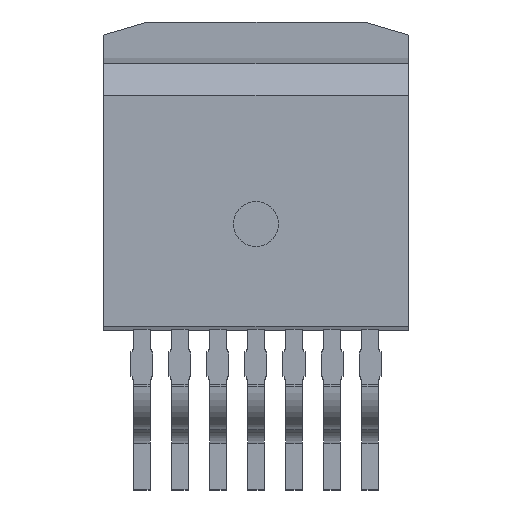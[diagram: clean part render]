
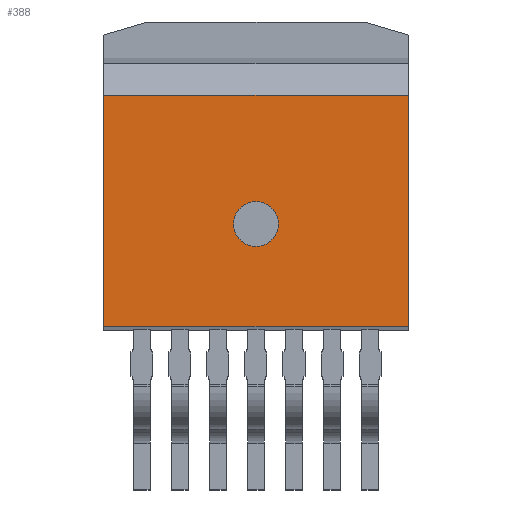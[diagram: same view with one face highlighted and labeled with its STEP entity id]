
A CAD part, top view. The second image highlights one B-rep face of the part: STEP entity #388.
In plain terms, the highlighted planar face has unit normal (0, 0, 1).
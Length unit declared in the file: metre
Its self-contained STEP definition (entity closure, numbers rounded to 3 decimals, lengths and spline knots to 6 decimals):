
#388=ADVANCED_FACE('0:57',(#742,#743),#744,.F.);
#742=FACE_OUTER_BOUND('',#1374,.T.);
#743=FACE_BOUND('',#1375,.T.);
#744=PLANE('',#1376);
#1374=EDGE_LOOP('',(#2553,#2554,#2555,#2556));
#1375=EDGE_LOOP('',(#2557,#2558));
#1376=AXIS2_PLACEMENT_3D('',#2559,#2560,#2561);
#2553=ORIENTED_EDGE('',*,*,#5075,.T.);
#2554=ORIENTED_EDGE('',*,*,#5076,.F.);
#2555=ORIENTED_EDGE('',*,*,#5077,.F.);
#2556=ORIENTED_EDGE('',*,*,#5073,.T.);
#2557=ORIENTED_EDGE('',*,*,#4961,.F.);
#2558=ORIENTED_EDGE('',*,*,#5064,.F.);
#2559=CARTESIAN_POINT('',(0.68927,0.39317,0.0044));
#2560=DIRECTION('',(0.,0.0,-1.0));
#2561=DIRECTION('',(-1.0,0.0,0.));
#4961=EDGE_CURVE('0:75',#5867,#5863,#5869,.T.);
#5064=EDGE_CURVE('0:75',#5863,#5867,#6048,.T.);
#5073=EDGE_CURVE('0:114',#6062,#6060,#6063,.T.);
#5075=EDGE_CURVE('0:120',#6060,#6065,#6066,.T.);
#5076=EDGE_CURVE('0:123',#6067,#6065,#6068,.T.);
#5077=EDGE_CURVE('0:126',#6062,#6067,#6069,.T.);
#5863=VERTEX_POINT('',#7364);
#5867=VERTEX_POINT('NONE',#7369);
#5869=CIRCLE('',#7372,0.00075);
#6048=CIRCLE('',#7645,0.00075);
#6060=VERTEX_POINT('NONE',#7663);
#6062=VERTEX_POINT('NONE',#7666);
#6063=LINE('',#7667,#7668);
#6065=VERTEX_POINT('NONE',#7671);
#6066=LINE('',#7672,#7673);
#6067=VERTEX_POINT('NONE',#7674);
#6068=LINE('',#7675,#7676);
#6069=LINE('',#7677,#7678);
#7364=CARTESIAN_POINT('',(0.68343,0.396575,0.0044));
#7369=CARTESIAN_POINT('',(0.68493,0.396575,0.0044));
#7372=AXIS2_PLACEMENT_3D('',#9646,#9647,#9648);
#7645=AXIS2_PLACEMENT_3D('',#9767,#9768,#9769);
#7663=CARTESIAN_POINT('',(0.67909,0.400881,0.0044));
#7666=CARTESIAN_POINT('',(0.68927,0.400881,0.0044));
#7667=CARTESIAN_POINT('',(0.68927,0.400881,0.0044));
#7668=VECTOR('',#9780,1.0);
#7671=CARTESIAN_POINT('',(0.67909,0.39317,0.0044));
#7672=CARTESIAN_POINT('',(0.67909,0.39317,0.0044));
#7673=VECTOR('',#9782,1.0);
#7674=CARTESIAN_POINT('',(0.68927,0.39317,0.0044));
#7675=CARTESIAN_POINT('',(0.68927,0.39317,0.0044));
#7676=VECTOR('',#9783,1.0);
#7677=CARTESIAN_POINT('',(0.68927,0.39317,0.0044));
#7678=VECTOR('',#9784,1.0);
#9646=CARTESIAN_POINT('',(0.68418,0.396575,0.0044));
#9647=DIRECTION('',(0.0,0.0,1.0));
#9648=DIRECTION('',(1.0,0.0,0.0));
#9767=CARTESIAN_POINT('',(0.68418,0.396575,0.0044));
#9768=DIRECTION('',(0.0,0.0,1.0));
#9769=DIRECTION('',(1.0,0.0,0.0));
#9780=DIRECTION('',(-1.0,-0.0,0.));
#9782=DIRECTION('',(0.0,-1.0,0.0));
#9783=DIRECTION('',(-1.0,-0.0,0.));
#9784=DIRECTION('',(0.0,-1.0,0.0));
